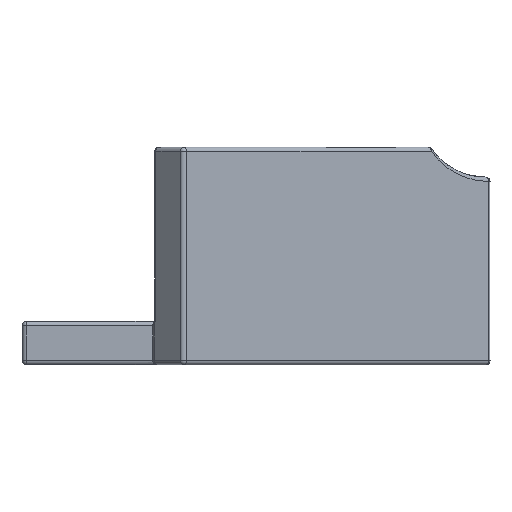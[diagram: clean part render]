
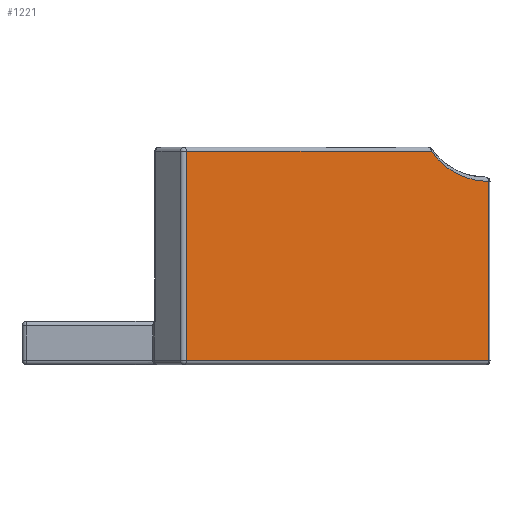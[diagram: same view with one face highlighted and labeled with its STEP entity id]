
A CAD part, front view. The second image highlights one B-rep face of the part: STEP entity #1221.
In plain terms, the highlighted planar face has unit normal (0.707, -0.707, 0).
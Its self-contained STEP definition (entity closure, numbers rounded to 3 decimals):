
#22=PLANE('',#1352);
#80=LINE('',#2213,#169);
#81=LINE('',#2217,#170);
#82=LINE('',#2219,#171);
#83=LINE('',#2220,#172);
#169=VECTOR('',#1597,10.);
#170=VECTOR('',#1602,10.);
#171=VECTOR('',#1603,10.);
#172=VECTOR('',#1604,10.);
#300=FACE_OUTER_BOUND('',#385,.T.);
#385=EDGE_LOOP('',(#916,#917,#918,#919,#920));
#533=ELLIPSE('',#1333,4.525,3.2);
#568=VERTEX_POINT('',#2163);
#570=VERTEX_POINT('',#2167);
#582=VERTEX_POINT('',#2212);
#583=VERTEX_POINT('',#2216);
#584=VERTEX_POINT('',#2218);
#681=EDGE_CURVE('',#570,#568,#533,.T.);
#703=EDGE_CURVE('',#568,#582,#80,.T.);
#705=EDGE_CURVE('',#583,#570,#81,.T.);
#706=EDGE_CURVE('',#584,#583,#82,.T.);
#707=EDGE_CURVE('',#582,#584,#83,.T.);
#916=ORIENTED_EDGE('',*,*,#681,.F.);
#917=ORIENTED_EDGE('',*,*,#705,.F.);
#918=ORIENTED_EDGE('',*,*,#706,.F.);
#919=ORIENTED_EDGE('',*,*,#707,.F.);
#920=ORIENTED_EDGE('',*,*,#703,.F.);
#1221=ADVANCED_FACE('',(#300),#22,.T.);
#1333=AXIS2_PLACEMENT_3D('',#2169,#1547,#1548);
#1352=AXIS2_PLACEMENT_3D('',#2215,#1600,#1601);
#1547=DIRECTION('center_axis',(0.707,-0.707,0.));
#1548=DIRECTION('ref_axis',(-0.707,-0.707,0.));
#1597=DIRECTION('',(0.,0.,-1.));
#1600=DIRECTION('center_axis',(0.707,-0.707,0.));
#1601=DIRECTION('ref_axis',(0.707,0.707,0.));
#1602=DIRECTION('',(0.707,0.707,0.));
#1603=DIRECTION('',(0.,0.,1.));
#1604=DIRECTION('',(-0.707,-0.707,0.));
#2163=CARTESIAN_POINT('',(14.859,-0.141,86.8));
#2167=CARTESIAN_POINT('',(12.227,-2.773,88.18));
#2169=CARTESIAN_POINT('Origin',(14.859,-0.141,90.));
#2212=CARTESIAN_POINT('',(14.859,-0.141,78.58));
#2213=CARTESIAN_POINT('',(14.859,-0.141,78.38));
#2215=CARTESIAN_POINT('Origin',(0.858,-14.142,78.38));
#2216=CARTESIAN_POINT('',(0.999,-14.001,88.18));
#2217=CARTESIAN_POINT('',(5.984,-9.016,88.18));
#2218=CARTESIAN_POINT('',(0.999,-14.001,78.58));
#2219=CARTESIAN_POINT('',(0.999,-14.001,78.38));
#2220=CARTESIAN_POINT('',(5.984,-9.016,78.58));
